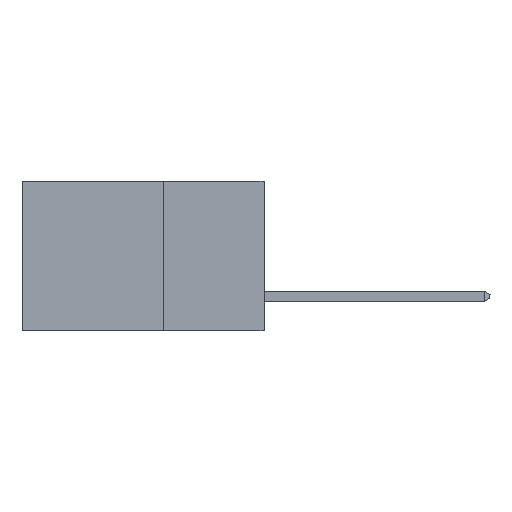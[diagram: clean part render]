
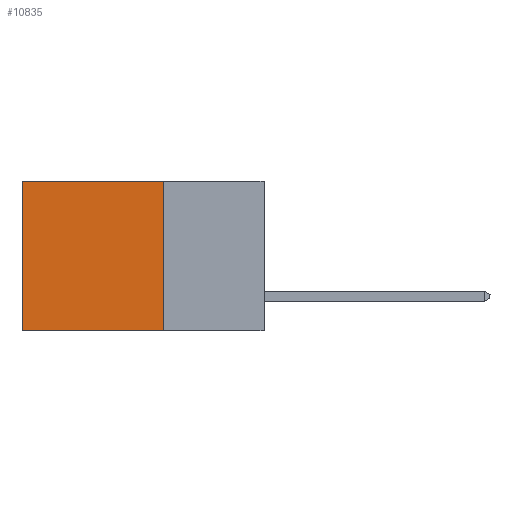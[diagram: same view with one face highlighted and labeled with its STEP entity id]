
A CAD part, left-side view. The second image highlights one B-rep face of the part: STEP entity #10835.
In plain terms, the highlighted planar face has unit normal (-1, 0, 0).
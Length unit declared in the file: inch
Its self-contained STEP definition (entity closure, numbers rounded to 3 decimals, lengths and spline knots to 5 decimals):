
#65 = VERTEX_POINT ( 'NONE', #4838 ) ;
#152 = VERTEX_POINT ( 'NONE', #1555 ) ;
#179 = VECTOR ( 'NONE', #7332, 39.37008 ) ;
#1042 = VECTOR ( 'NONE', #4345, 39.37008 ) ;
#1109 = ORIENTED_EDGE ( 'NONE', *, *, #2916, .F. ) ;
#1555 = CARTESIAN_POINT ( 'NONE',  ( 0.298, 0.25, -0.37 ) ) ;
#2078 = CARTESIAN_POINT ( 'NONE',  ( 0.298, 0.6, -0.37 ) ) ;
#2276 = LINE ( 'NONE', #6927, #1042 ) ;
#2916 = EDGE_CURVE ( 'NONE', #65, #152, #7359, .T. ) ;
#2925 = CARTESIAN_POINT ( 'NONE',  ( 0.298, 0.25, 0. ) ) ;
#3370 = AXIS2_PLACEMENT_3D ( 'NONE', #4891, #5008, #11101 ) ;
#4105 = DIRECTION ( 'NONE',  ( 0., 0., -1. ) ) ;
#4106 = PLANE ( 'NONE',  #3370 ) ;
#4345 = DIRECTION ( 'NONE',  ( 0., 1., 0. ) ) ;
#4665 = EDGE_LOOP ( 'NONE', ( #8039, #5790, #1109, #6620 ) ) ;
#4838 = CARTESIAN_POINT ( 'NONE',  ( 0.298, 0.25, 0. ) ) ;
#4891 = CARTESIAN_POINT ( 'NONE',  ( 0.298, 0.25, 0. ) ) ;
#5008 = DIRECTION ( 'NONE',  ( 1., 0., 0. ) ) ;
#5014 = CARTESIAN_POINT ( 'NONE',  ( 0.298, 0.25, 0. ) ) ;
#5127 = EDGE_CURVE ( 'NONE', #152, #7507, #2276, .T. ) ;
#5790 = ORIENTED_EDGE ( 'NONE', *, *, #5127, .F. ) ;
#5881 = VECTOR ( 'NONE', #4105, 39.37008 ) ;
#5891 = DIRECTION ( 'NONE',  ( 0., 1., 0. ) ) ;
#5913 = CARTESIAN_POINT ( 'NONE',  ( 0.298, 0.6, 0. ) ) ;
#6620 = ORIENTED_EDGE ( 'NONE', *, *, #8975, .T. ) ;
#6864 = VECTOR ( 'NONE', #5891, 39.37008 ) ;
#6927 = CARTESIAN_POINT ( 'NONE',  ( 0.298, 0.25, -0.37 ) ) ;
#7332 = DIRECTION ( 'NONE',  ( 0., 0., -1. ) ) ;
#7359 = LINE ( 'NONE', #2925, #179 ) ;
#7450 = LINE ( 'NONE', #5913, #5881 ) ;
#7507 = VERTEX_POINT ( 'NONE', #2078 ) ;
#7950 = FACE_OUTER_BOUND ( 'NONE', #4665, .T. ) ;
#8021 = EDGE_CURVE ( 'NONE', #8565, #7507, #7450, .T. ) ;
#8039 = ORIENTED_EDGE ( 'NONE', *, *, #8021, .T. ) ;
#8565 = VERTEX_POINT ( 'NONE', #9817 ) ;
#8975 = EDGE_CURVE ( 'NONE', #65, #8565, #11157, .T. ) ;
#9817 = CARTESIAN_POINT ( 'NONE',  ( 0.298, 0.6, 0. ) ) ;
#10835 = ADVANCED_FACE ( 'NONE', ( #7950 ), #4106, .F. ) ;
#11101 = DIRECTION ( 'NONE',  ( 0., 0., -1. ) ) ;
#11157 = LINE ( 'NONE', #5014, #6864 ) ;
